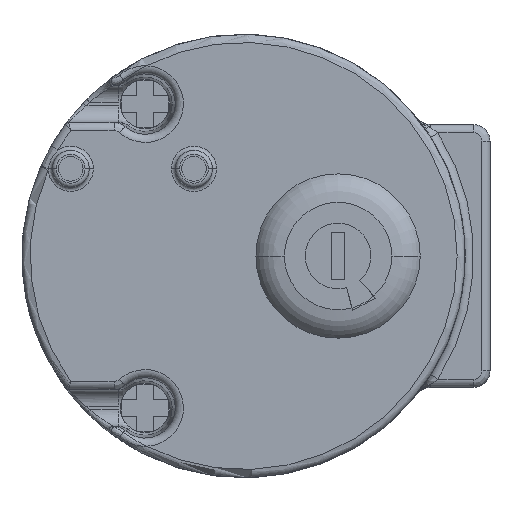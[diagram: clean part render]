
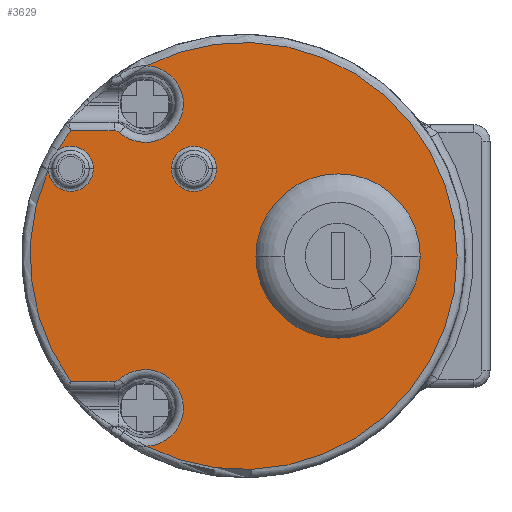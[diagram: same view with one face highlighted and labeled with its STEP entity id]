
A CAD part, front view. The second image highlights one B-rep face of the part: STEP entity #3629.
In plain terms, the highlighted planar face has unit normal (0, -1, 0).
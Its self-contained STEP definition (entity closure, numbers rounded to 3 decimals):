
#2=CARTESIAN_POINT('',(11.5,0.,0.));
#3=DIRECTION('',(0.,-1.,0.));
#4=DIRECTION('',(-1.,0.,0.));
#5=AXIS2_PLACEMENT_3D('',#2,#3,#4);
#7=CARTESIAN_POINT('',(11.5,0.,0.));
#8=DIRECTION('',(0.,-1.,0.));
#9=DIRECTION('',(1.,0.,0.));
#10=AXIS2_PLACEMENT_3D('',#7,#8,#9);
#12=CARTESIAN_POINT('',(-6.05,0.,10.62));
#13=DIRECTION('',(0.,-1.,0.));
#14=DIRECTION('',(-1.,0.,0.));
#15=AXIS2_PLACEMENT_3D('',#12,#13,#14);
#17=CARTESIAN_POINT('',(-6.05,0.,10.62));
#18=DIRECTION('',(0.,-1.,0.));
#19=DIRECTION('',(1.,0.,0.));
#20=AXIS2_PLACEMENT_3D('',#17,#18,#19);
#22=CARTESIAN_POINT('',(-12.,0.,-18.5));
#23=DIRECTION('',(0.,1.,0.));
#24=DIRECTION('',(-0.666,0.,0.746));
#25=AXIS2_PLACEMENT_3D('',#22,#23,#24);
#27=CARTESIAN_POINT('',(-15.777,0.,-15.27));
#28=CARTESIAN_POINT('',(-15.743,0.,-15.27));
#29=CARTESIAN_POINT('',(-15.677,0.,-15.267));
#30=CARTESIAN_POINT('',(-15.579,0.,-15.252));
#31=CARTESIAN_POINT('',(-15.481,0.,-15.228));
#32=CARTESIAN_POINT('',(-15.387,0.,-15.193));
#33=CARTESIAN_POINT('',(-15.295,0.,-15.149));
#34=CARTESIAN_POINT('',(-15.203,0.,-15.093));
#35=CARTESIAN_POINT('',(-15.14,0.,-15.044));
#36=CARTESIAN_POINT('',(-15.109,0.,-15.016));
#38=DIRECTION('',(1.,0.,0.));
#39=VECTOR('',#38,5.266);
#40=CARTESIAN_POINT('',(-21.043,0.,-15.27));
#41=LINE('',#40,#39);
#42=CARTESIAN_POINT('',(0.,0.,0.));
#43=DIRECTION('',(0.,-1.,0.));
#44=DIRECTION('',(-0.915,0.,0.403));
#45=AXIS2_PLACEMENT_3D('',#42,#43,#44);
#47=CARTESIAN_POINT('',(-21.05,0.,10.62));
#48=DIRECTION('',(0.,-1.,0.));
#49=DIRECTION('',(-0.999,0.,-0.054));
#50=AXIS2_PLACEMENT_3D('',#47,#48,#49);
#52=CARTESIAN_POINT('',(-21.05,0.,10.62));
#53=DIRECTION('',(0.,-1.,0.));
#54=DIRECTION('',(1.,0.,0.));
#55=AXIS2_PLACEMENT_3D('',#52,#53,#54);
#57=CARTESIAN_POINT('',(0.,0.,0.));
#58=DIRECTION('',(0.,-1.,0.));
#59=DIRECTION('',(-0.809,0.,0.587));
#60=AXIS2_PLACEMENT_3D('',#57,#58,#59);
#62=DIRECTION('',(-1.,0.,0.));
#63=VECTOR('',#62,5.266);
#64=CARTESIAN_POINT('',(-15.777,0.,15.27));
#65=LINE('',#64,#63);
#66=CARTESIAN_POINT('',(-15.109,0.,15.016));
#67=CARTESIAN_POINT('',(-15.135,0.,15.039));
#68=CARTESIAN_POINT('',(-15.188,0.,15.082));
#69=CARTESIAN_POINT('',(-15.271,0.,15.136));
#70=CARTESIAN_POINT('',(-15.36,0.,15.182));
#71=CARTESIAN_POINT('',(-15.453,0.,15.219));
#72=CARTESIAN_POINT('',(-15.551,0.,15.247));
#73=CARTESIAN_POINT('',(-15.656,0.,15.265));
#74=CARTESIAN_POINT('',(-15.735,0.,15.27));
#75=CARTESIAN_POINT('',(-15.777,0.,15.27));
#77=CARTESIAN_POINT('',(-12.,0.,18.5));
#78=DIRECTION('',(0.,1.,0.));
#79=DIRECTION('',(0.042,0.,0.999));
#80=AXIS2_PLACEMENT_3D('',#77,#78,#79);
#599=CARTESIAN_POINT('',(0.,0.,0.));
#600=DIRECTION('',(0.,-1.,0.));
#601=DIRECTION('',(-0.454,0.,-0.891));
#602=AXIS2_PLACEMENT_3D('',#599,#600,#601);
#2960=CARTESIAN_POINT('',(1.5,0.,0.));
#2961=CARTESIAN_POINT('',(21.5,0.,0.));
#2962=VERTEX_POINT('',#2960);
#2963=VERTEX_POINT('',#2961);
#3260=CARTESIAN_POINT('',(-8.801,0.,10.62));
#3261=CARTESIAN_POINT('',(-3.299,0.,10.62));
#3262=VERTEX_POINT('',#3260);
#3263=VERTEX_POINT('',#3261);
#3280=CARTESIAN_POINT('',(-18.299,0.,10.62));
#3281=VERTEX_POINT('',#3280);
#3338=CARTESIAN_POINT('',(-15.109,0.,-15.016));
#3339=CARTESIAN_POINT('',(-11.805,0.,-23.166));
#3340=VERTEX_POINT('',#3338);
#3341=VERTEX_POINT('',#3339);
#3345=VERTEX_POINT('',#27);
#3347=CARTESIAN_POINT('',(-21.043,0.,-15.27));
#3348=VERTEX_POINT('',#3347);
#3355=CARTESIAN_POINT('',(-21.043,0.,15.27));
#3356=CARTESIAN_POINT('',(-22.564,0.,12.917));
#3357=VERTEX_POINT('',#3355);
#3358=VERTEX_POINT('',#3356);
#3364=CARTESIAN_POINT('',(-11.805,0.,23.166));
#3365=CARTESIAN_POINT('',(-15.109,0.,15.016));
#3366=VERTEX_POINT('',#3364);
#3367=VERTEX_POINT('',#3365);
#3370=VERTEX_POINT('',#75);
#3416=CARTESIAN_POINT('',(-23.798,0.,10.473));
#3417=VERTEX_POINT('',#3416);
#3588=CARTESIAN_POINT('',(0.,0.,0.));
#3589=DIRECTION('',(0.,1.,0.));
#3590=DIRECTION('',(1.,0.,0.));
#3591=AXIS2_PLACEMENT_3D('',#3588,#3589,#3590);
#3592=PLANE('',#3591);
#3594=ORIENTED_EDGE('',*,*,#3593,.F.);
#3596=ORIENTED_EDGE('',*,*,#3595,.F.);
#3598=ORIENTED_EDGE('',*,*,#3597,.F.);
#3600=ORIENTED_EDGE('',*,*,#3599,.F.);
#3602=ORIENTED_EDGE('',*,*,#3601,.T.);
#3604=ORIENTED_EDGE('',*,*,#3603,.T.);
#3606=ORIENTED_EDGE('',*,*,#3605,.F.);
#3608=ORIENTED_EDGE('',*,*,#3607,.F.);
#3610=ORIENTED_EDGE('',*,*,#3609,.F.);
#3612=ORIENTED_EDGE('',*,*,#3611,.F.);
#3614=ORIENTED_EDGE('',*,*,#3613,.F.);
#3615=EDGE_LOOP('',(#3594,#3596,#3598,#3600,#3602,#3604,#3606,#3608,#3610,#3612,
#3614));
#3616=FACE_OUTER_BOUND('',#3615,.F.);
#3618=ORIENTED_EDGE('',*,*,#3617,.T.);
#3620=ORIENTED_EDGE('',*,*,#3619,.T.);
#3621=EDGE_LOOP('',(#3618,#3620));
#3622=FACE_BOUND('',#3621,.F.);
#3624=ORIENTED_EDGE('',*,*,#3623,.T.);
#3626=ORIENTED_EDGE('',*,*,#3625,.T.);
#3627=EDGE_LOOP('',(#3624,#3626));
#3628=FACE_BOUND('',#3627,.F.);
#3629=ADVANCED_FACE('',(#3616,#3622,#3628),#3592,.F.);
#6=CIRCLE('',#5,10.);
#11=CIRCLE('',#10,10.);
#16=CIRCLE('',#15,2.751);
#21=CIRCLE('',#20,2.751);
#26=CIRCLE('',#25,4.67);
#37=B_SPLINE_CURVE_WITH_KNOTS('',3,(#27,#28,#29,#30,#31,#32,#33,#34,#35,#36),
.UNSPECIFIED.,.F.,.F.,(4,1,1,1,1,1,1,4),(0.,0.143,
0.286,0.429,0.571,0.714,
0.857,1.),.UNSPECIFIED.);
#46=CIRCLE('',#45,26.);
#51=CIRCLE('',#50,2.751);
#56=CIRCLE('',#55,2.751);
#61=CIRCLE('',#60,26.);
#76=B_SPLINE_CURVE_WITH_KNOTS('',3,(#66,#67,#68,#69,#70,#71,#72,#73,#74,#75),
.UNSPECIFIED.,.F.,.F.,(4,1,1,1,1,1,1,4),(0.,0.143,
0.286,0.429,0.571,0.714,
0.857,1.),.UNSPECIFIED.);
#81=CIRCLE('',#80,4.67);
#603=CIRCLE('',#602,26.);
#3593=EDGE_CURVE('',#3340,#3341,#26,.T.);
#3595=EDGE_CURVE('',#3345,#3340,#37,.T.);
#3597=EDGE_CURVE('',#3348,#3345,#41,.T.);
#3599=EDGE_CURVE('',#3417,#3348,#46,.T.);
#3601=EDGE_CURVE('',#3417,#3281,#51,.T.);
#3603=EDGE_CURVE('',#3281,#3358,#56,.T.);
#3605=EDGE_CURVE('',#3357,#3358,#61,.T.);
#3607=EDGE_CURVE('',#3370,#3357,#65,.T.);
#3609=EDGE_CURVE('',#3367,#3370,#76,.T.);
#3611=EDGE_CURVE('',#3366,#3367,#81,.T.);
#3613=EDGE_CURVE('',#3341,#3366,#603,.T.);
#3617=EDGE_CURVE('',#3262,#3263,#16,.T.);
#3619=EDGE_CURVE('',#3263,#3262,#21,.T.);
#3623=EDGE_CURVE('',#2962,#2963,#6,.T.);
#3625=EDGE_CURVE('',#2963,#2962,#11,.T.);
